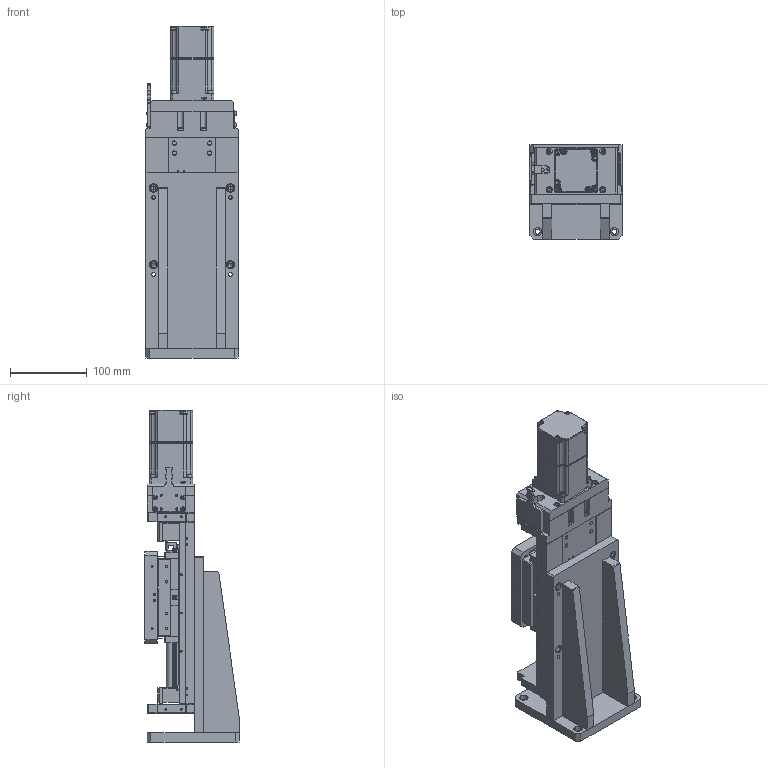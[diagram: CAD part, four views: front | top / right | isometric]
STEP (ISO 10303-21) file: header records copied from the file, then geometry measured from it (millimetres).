
FILE_DESCRIPTION (( 'STEP AP203' ), '1' );
FILE_NAME ('PA050-Z(AP203).STEP', '2023-06-19T07:47:54', ( '' ), ( '' ), 'SwSTEP 2.0', 'SolidWorks 2017', '' );
FILE_SCHEMA (( 'CONFIG_CONTROL_DESIGN' ));
Products named in the file (1): PA050-Z(AP203)
Bounding box: 120 x 123 x 432.5 mm (x, y, z)
Surface area: 405253.7 mm2 (no closed solid volume)
Topology: 0 solids, 156 shells, 1645 faces, 6067 edges, 4410 vertices
Faces by surface type: plane 876, cylinder 483, torus 120, bspline 68, cone 64, sphere 34
Entity records: 68935 total; most frequent: CARTESIAN_POINT 17522, DIRECTION 11064, ORIENTED_EDGE 9115, EDGE_CURVE 5967, VERTEX_POINT 4386, AXIS2_PLACEMENT_3D 3788, LINE 3488, VECTOR 3488
